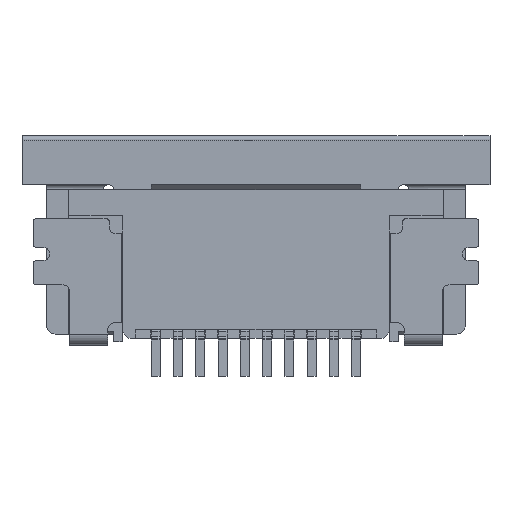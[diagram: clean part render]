
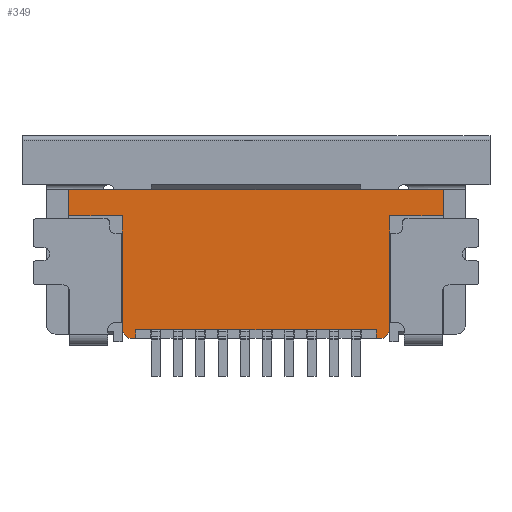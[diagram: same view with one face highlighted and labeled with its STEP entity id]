
A CAD part, front view. The second image highlights one B-rep face of the part: STEP entity #349.
In plain terms, the highlighted planar face has unit normal (0, -1, 0).
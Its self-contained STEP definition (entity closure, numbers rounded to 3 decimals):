
#349=ADVANCED_FACE('NONE',(#1613),#1614,.F.);
#1613=FACE_OUTER_BOUND('',#3907,.T.);
#1614=PLANE('',#3908);
#3907=EDGE_LOOP('',(#7049,#7050,#7051,#7052,#7053,#7054,#7055,#7056,#7057,#7058,#7059,#7060,#7061,#7062));
#3908=AXIS2_PLACEMENT_3D('',#7063,#7064,#7065);
#7049=ORIENTED_EDGE('',*,*,#16308,.F.);
#7050=ORIENTED_EDGE('',*,*,#16654,.F.);
#7051=ORIENTED_EDGE('',*,*,#16156,.F.);
#7052=ORIENTED_EDGE('',*,*,#16191,.F.);
#7053=ORIENTED_EDGE('',*,*,#16402,.F.);
#7054=ORIENTED_EDGE('',*,*,#16631,.F.);
#7055=ORIENTED_EDGE('',*,*,#16652,.F.);
#7056=ORIENTED_EDGE('',*,*,#16649,.F.);
#7057=ORIENTED_EDGE('',*,*,#16540,.F.);
#7058=ORIENTED_EDGE('',*,*,#16647,.F.);
#7059=ORIENTED_EDGE('',*,*,#16644,.F.);
#7060=ORIENTED_EDGE('',*,*,#16640,.F.);
#7061=ORIENTED_EDGE('',*,*,#16397,.F.);
#7062=ORIENTED_EDGE('',*,*,#16329,.F.);
#7063=CARTESIAN_POINT('',(0.0,-1.0,0.0));
#7064=DIRECTION('',(0.0,1.0,0.0));
#7065=DIRECTION('',(1.0,-0.0,0.0));
#16156=EDGE_CURVE('NONE',#19579,#19557,#19581,.T.);
#16191=EDGE_CURVE('NONE',#19643,#19579,#19645,.T.);
#16308=EDGE_CURVE('NONE',#19864,#19866,#19867,.T.);
#16329=EDGE_CURVE('NONE',#19866,#19903,#19904,.T.);
#16397=EDGE_CURVE('NONE',#19903,#20024,#20026,.T.);
#16402=EDGE_CURVE('NONE',#20031,#19643,#20033,.T.);
#16540=EDGE_CURVE('NONE',#20303,#20304,#20305,.T.);
#16631=EDGE_CURVE('NONE',#20456,#20031,#20457,.T.);
#16640=EDGE_CURVE('NONE',#20024,#20469,#20470,.T.);
#16644=EDGE_CURVE('NONE',#20469,#20475,#20476,.T.);
#16647=EDGE_CURVE('NONE',#20475,#20303,#20480,.T.);
#16649=EDGE_CURVE('NONE',#20304,#20482,#20483,.T.);
#16652=EDGE_CURVE('NONE',#20482,#20456,#20487,.T.);
#16654=EDGE_CURVE('NONE',#19557,#19864,#20489,.T.);
#19557=VERTEX_POINT('NONE',#25174);
#19579=VERTEX_POINT('NONE',#25207);
#19581=LINE('',#25210,#25211);
#19643=VERTEX_POINT('NONE',#25298);
#19645=LINE('',#25301,#25302);
#19864=VERTEX_POINT('NONE',#25604);
#19866=VERTEX_POINT('NONE',#25607);
#19867=LINE('',#25608,#25609);
#19903=VERTEX_POINT('NONE',#25665);
#19904=LINE('',#25666,#25667);
#20024=VERTEX_POINT('NONE',#25839);
#20026=LINE('',#25842,#25843);
#20031=VERTEX_POINT('NONE',#25851);
#20033=LINE('',#25854,#25855);
#20303=VERTEX_POINT('NONE',#26262);
#20304=VERTEX_POINT('NONE',#26263);
#20305=LINE('',#26264,#26265);
#20456=VERTEX_POINT('NONE',#26506);
#20457=LINE('',#26507,#26508);
#20469=VERTEX_POINT('NONE',#26528);
#20470=LINE('',#26529,#26530);
#20475=VERTEX_POINT('NONE',#26538);
#20476=LINE('',#26539,#26540);
#20480=LINE('',#26546,#26547);
#20482=VERTEX_POINT('NONE',#26550);
#20483=LINE('',#26551,#26552);
#20487=LINE('',#26558,#26559);
#20489=LINE('',#26562,#26563);
#25174=CARTESIAN_POINT('',(-4.2,-1.0,0.99));
#25207=CARTESIAN_POINT('',(-4.2,-1.0,0.4));
#25210=CARTESIAN_POINT('',(-4.2,-1.0,0.4));
#25211=VECTOR('',#33264,1000.0);
#25298=CARTESIAN_POINT('',(-3.0,-1.0,0.4));
#25301=CARTESIAN_POINT('',(-3.0,-1.0,0.4));
#25302=VECTOR('',#33315,1000.0);
#25604=CARTESIAN_POINT('',(4.2,-1.0,0.99));
#25607=CARTESIAN_POINT('',(4.2,-1.0,0.4));
#25608=CARTESIAN_POINT('',(4.2,-1.0,0.4));
#25609=VECTOR('',#33496,1000.0);
#25665=CARTESIAN_POINT('',(3.0,-1.0,0.4));
#25666=CARTESIAN_POINT('',(3.0,-1.0,0.4));
#25667=VECTOR('',#33517,1000.0);
#25839=CARTESIAN_POINT('',(3.0,-1.0,-2.2));
#25842=CARTESIAN_POINT('',(3.0,-1.0,-2.2));
#25843=VECTOR('',#33613,1000.0);
#25851=CARTESIAN_POINT('',(-3.0,-1.0,-2.2));
#25854=CARTESIAN_POINT('',(-3.0,-1.0,-2.2));
#25855=VECTOR('',#33618,1000.0);
#26262=CARTESIAN_POINT('',(2.7,-1.0,-2.15));
#26263=CARTESIAN_POINT('',(-2.7,-1.0,-2.15));
#26264=CARTESIAN_POINT('',(-2.7,-1.0,-2.15));
#26265=VECTOR('',#33756,1000.0);
#26506=CARTESIAN_POINT('',(-2.85,-1.0,-2.35));
#26507=CARTESIAN_POINT('',(-2.85,-1.0,-2.35));
#26508=VECTOR('',#33847,1000.0);
#26528=CARTESIAN_POINT('',(2.85,-1.0,-2.35));
#26529=CARTESIAN_POINT('',(2.85,-1.0,-2.35));
#26530=VECTOR('',#33856,1000.0);
#26538=CARTESIAN_POINT('',(2.7,-1.0,-2.35));
#26539=CARTESIAN_POINT('',(2.85,-1.0,-2.35));
#26540=VECTOR('',#33860,1000.0);
#26546=CARTESIAN_POINT('',(2.7,-1.0,-2.35));
#26547=VECTOR('',#33863,1000.0);
#26550=CARTESIAN_POINT('',(-2.7,-1.0,-2.35));
#26551=CARTESIAN_POINT('',(-2.7,-1.0,-2.35));
#26552=VECTOR('',#33865,1000.0);
#26558=CARTESIAN_POINT('',(-2.85,-1.0,-2.35));
#26559=VECTOR('',#33868,1000.0);
#26562=CARTESIAN_POINT('',(-4.2,-1.0,0.99));
#26563=VECTOR('',#33870,1000.0);
#33264=DIRECTION('',(0.0,0.0,1.0));
#33315=DIRECTION('',(-1.0,0.0,0.));
#33496=DIRECTION('',(-0.0,-0.0,-1.0));
#33517=DIRECTION('',(-1.0,-0.0,0.));
#33613=DIRECTION('',(-0.0,-0.0,-1.0));
#33618=DIRECTION('',(0.0,0.0,1.0));
#33756=DIRECTION('',(-1.0,-0.0,-0.0));
#33847=DIRECTION('',(-0.707,0.0,0.707));
#33856=DIRECTION('',(-0.707,-0.0,-0.707));
#33860=DIRECTION('',(-1.0,0.0,0.0));
#33863=DIRECTION('',(0.0,0.0,1.0));
#33865=DIRECTION('',(-0.0,-0.0,-1.0));
#33868=DIRECTION('',(-1.0,-0.0,-0.0));
#33870=DIRECTION('',(1.0,0.0,0.0));
